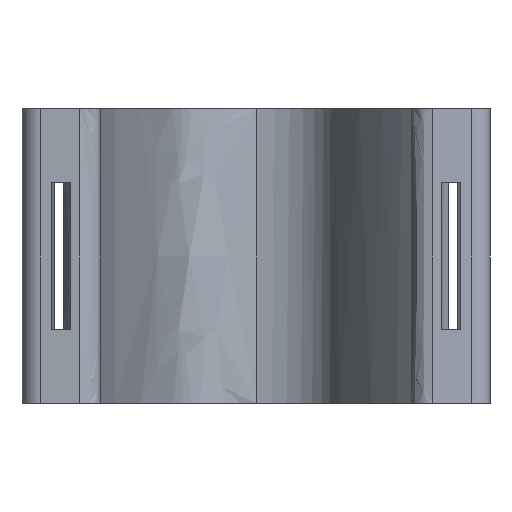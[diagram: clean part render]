
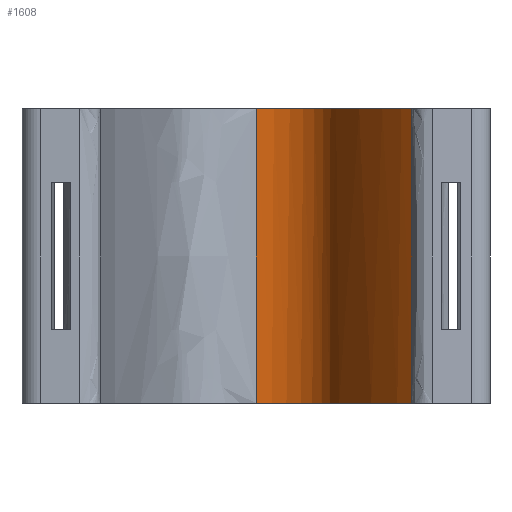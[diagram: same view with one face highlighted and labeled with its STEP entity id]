
A CAD part, left-side view. The second image highlights one B-rep face of the part: STEP entity #1608.
In plain terms, the highlighted free-form (B-spline) face has degree [3, 1] with [25, 2] control points.
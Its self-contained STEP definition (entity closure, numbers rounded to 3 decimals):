
#228=LINE('',#3878,#336);
#336=VECTOR('',#2120,10.);
#460=FACE_OUTER_BOUND('',#560,.T.);
#560=EDGE_LOOP('',(#1460,#1461,#1462,#1463));
#605=B_SPLINE_CURVE_WITH_KNOTS('',3,(#2739,#2740,#2741,#2742,#2743,#2744,
#2745,#2746,#2747,#2748,#2749,#2750,#2751,#2752,#2753,#2754,#2755,#2756,
#2757,#2758,#2759,#2760,#2761,#2762,#2763),.UNSPECIFIED.,.F.,.F.,(4,3,3,
3,3,3,3,3,4),(-1.001,-1.,-0.89,-0.773,
-0.654,-0.528,-0.371,-0.215,
-0.038),.UNSPECIFIED.);
#611=B_SPLINE_CURVE_WITH_KNOTS('',3,(#2872,#2873,#2874,#2875),
 .UNSPECIFIED.,.F.,.F.,(4,4),(-3.,0.),.UNSPECIFIED.);
#635=B_SPLINE_CURVE_WITH_KNOTS('',3,(#3879,#3880,#3881,#3882,#3883,#3884,
#3885,#3886,#3887,#3888,#3889,#3890,#3891,#3892,#3893,#3894,#3895,#3896,
#3897,#3898,#3899,#3900,#3901,#3902,#3903),.UNSPECIFIED.,.F.,.F.,(4,3,3,
3,3,3,3,3,4),(0.038,0.215,0.371,0.528,
0.654,0.773,0.89,1.,1.001),
 .UNSPECIFIED.);
#692=VERTEX_POINT('',#2712);
#693=VERTEX_POINT('',#2738);
#711=VERTEX_POINT('',#2871);
#784=VERTEX_POINT('',#3877);
#852=EDGE_CURVE('',#692,#693,#605,.T.);
#877=EDGE_CURVE('',#693,#711,#611,.T.);
#1020=EDGE_CURVE('',#784,#692,#228,.T.);
#1021=EDGE_CURVE('',#711,#784,#635,.T.);
#1460=ORIENTED_EDGE('',*,*,#877,.F.);
#1461=ORIENTED_EDGE('',*,*,#852,.F.);
#1462=ORIENTED_EDGE('',*,*,#1020,.F.);
#1463=ORIENTED_EDGE('',*,*,#1021,.F.);
#1517=B_SPLINE_SURFACE_WITH_KNOTS('',3,1,((#3827,#3828),(#3829,#3830),(#3831,
#3832),(#3833,#3834),(#3835,#3836),(#3837,#3838),(#3839,#3840),(#3841,#3842),
(#3843,#3844),(#3845,#3846),(#3847,#3848),(#3849,#3850),(#3851,#3852),(#3853,
#3854),(#3855,#3856),(#3857,#3858),(#3859,#3860),(#3861,#3862),(#3863,#3864),
(#3865,#3866),(#3867,#3868),(#3869,#3870),(#3871,#3872),(#3873,#3874),(#3875,
#3876)),.UNSPECIFIED.,.F.,.F.,.F.,(4,3,3,3,3,3,3,3,4),(2,2),(-1.001,
-1.,-0.89,-0.773,-0.654,-0.528,
-0.371,-0.215,0.),(0.,3.),.UNSPECIFIED.);
#1608=ADVANCED_FACE('',(#460),#1517,.T.);
#2120=DIRECTION('',(0.,0.,1.));
#2712=CARTESIAN_POINT('',(-3.999,0.,30.));
#2738=CARTESIAN_POINT('',(-42.447,-15.864,30.));
#2739=CARTESIAN_POINT('Ctrl Pts',(-3.999,0.,
30.));
#2740=CARTESIAN_POINT('Ctrl Pts',(-4.,-0.012,
30.));
#2741=CARTESIAN_POINT('Ctrl Pts',(-4.,-0.024,
30.));
#2742=CARTESIAN_POINT('Ctrl Pts',(-4.001,-0.036,
30.));
#2743=CARTESIAN_POINT('Ctrl Pts',(-4.071,-1.976,30.));
#2744=CARTESIAN_POINT('Ctrl Pts',(-4.601,-3.627,30.));
#2745=CARTESIAN_POINT('Ctrl Pts',(-5.338,-4.888,30.));
#2746=CARTESIAN_POINT('Ctrl Pts',(-6.124,-6.232,30.));
#2747=CARTESIAN_POINT('Ctrl Pts',(-7.162,-7.153,30.));
#2748=CARTESIAN_POINT('Ctrl Pts',(-8.286,-7.781,30.));
#2749=CARTESIAN_POINT('Ctrl Pts',(-9.439,-8.424,30.));
#2750=CARTESIAN_POINT('Ctrl Pts',(-10.623,-8.849,30.));
#2751=CARTESIAN_POINT('Ctrl Pts',(-12.02,-9.349,30.));
#2752=CARTESIAN_POINT('Ctrl Pts',(-13.486,-9.874,30.));
#2753=CARTESIAN_POINT('Ctrl Pts',(-15.243,-10.448,30.));
#2754=CARTESIAN_POINT('Ctrl Pts',(-17.291,-11.037,30.));
#2755=CARTESIAN_POINT('Ctrl Pts',(-19.857,-11.774,30.));
#2756=CARTESIAN_POINT('Ctrl Pts',(-22.809,-12.522,30.));
#2757=CARTESIAN_POINT('Ctrl Pts',(-25.615,-13.17,30.));
#2758=CARTESIAN_POINT('Ctrl Pts',(-28.389,-13.811,30.));
#2759=CARTESIAN_POINT('Ctrl Pts',(-31.017,-14.354,30.));
#2760=CARTESIAN_POINT('Ctrl Pts',(-33.589,-14.785,30.));
#2761=CARTESIAN_POINT('Ctrl Pts',(-36.522,-15.277,30.));
#2762=CARTESIAN_POINT('Ctrl Pts',(-39.446,-15.632,30.));
#2763=CARTESIAN_POINT('Ctrl Pts',(-42.447,-15.864,30.));
#2871=CARTESIAN_POINT('',(-42.447,-15.864,0.));
#2872=CARTESIAN_POINT('Ctrl Pts',(-42.447,-15.864,30.));
#2873=CARTESIAN_POINT('Ctrl Pts',(-42.447,-15.864,20.));
#2874=CARTESIAN_POINT('Ctrl Pts',(-42.447,-15.864,10.));
#2875=CARTESIAN_POINT('Ctrl Pts',(-42.447,-15.864,0.));
#3827=CARTESIAN_POINT('Ctrl Pts',(-3.999,0.,
0.));
#3828=CARTESIAN_POINT('Ctrl Pts',(-3.999,0.,
30.));
#3829=CARTESIAN_POINT('Ctrl Pts',(-4.,-0.012,
0.));
#3830=CARTESIAN_POINT('Ctrl Pts',(-4.,-0.012,
30.));
#3831=CARTESIAN_POINT('Ctrl Pts',(-4.,-0.024,
0.));
#3832=CARTESIAN_POINT('Ctrl Pts',(-4.,-0.024,
30.));
#3833=CARTESIAN_POINT('Ctrl Pts',(-4.001,-0.036,
0.));
#3834=CARTESIAN_POINT('Ctrl Pts',(-4.001,-0.036,
30.));
#3835=CARTESIAN_POINT('Ctrl Pts',(-4.071,-1.976,0.));
#3836=CARTESIAN_POINT('Ctrl Pts',(-4.071,-1.976,30.));
#3837=CARTESIAN_POINT('Ctrl Pts',(-4.601,-3.627,0.));
#3838=CARTESIAN_POINT('Ctrl Pts',(-4.601,-3.627,30.));
#3839=CARTESIAN_POINT('Ctrl Pts',(-5.338,-4.888,0.));
#3840=CARTESIAN_POINT('Ctrl Pts',(-5.338,-4.888,30.));
#3841=CARTESIAN_POINT('Ctrl Pts',(-6.124,-6.232,0.));
#3842=CARTESIAN_POINT('Ctrl Pts',(-6.124,-6.232,30.));
#3843=CARTESIAN_POINT('Ctrl Pts',(-7.162,-7.153,0.));
#3844=CARTESIAN_POINT('Ctrl Pts',(-7.162,-7.153,30.));
#3845=CARTESIAN_POINT('Ctrl Pts',(-8.286,-7.781,0.));
#3846=CARTESIAN_POINT('Ctrl Pts',(-8.286,-7.781,30.));
#3847=CARTESIAN_POINT('Ctrl Pts',(-9.439,-8.424,0.));
#3848=CARTESIAN_POINT('Ctrl Pts',(-9.439,-8.424,30.));
#3849=CARTESIAN_POINT('Ctrl Pts',(-10.623,-8.849,0.));
#3850=CARTESIAN_POINT('Ctrl Pts',(-10.623,-8.849,30.));
#3851=CARTESIAN_POINT('Ctrl Pts',(-12.02,-9.349,0.));
#3852=CARTESIAN_POINT('Ctrl Pts',(-12.02,-9.349,30.));
#3853=CARTESIAN_POINT('Ctrl Pts',(-13.486,-9.874,0.));
#3854=CARTESIAN_POINT('Ctrl Pts',(-13.486,-9.874,30.));
#3855=CARTESIAN_POINT('Ctrl Pts',(-15.243,-10.448,0.));
#3856=CARTESIAN_POINT('Ctrl Pts',(-15.243,-10.448,30.));
#3857=CARTESIAN_POINT('Ctrl Pts',(-17.291,-11.037,0.));
#3858=CARTESIAN_POINT('Ctrl Pts',(-17.291,-11.037,30.));
#3859=CARTESIAN_POINT('Ctrl Pts',(-19.857,-11.774,0.));
#3860=CARTESIAN_POINT('Ctrl Pts',(-19.857,-11.774,30.));
#3861=CARTESIAN_POINT('Ctrl Pts',(-22.809,-12.522,0.));
#3862=CARTESIAN_POINT('Ctrl Pts',(-22.809,-12.522,30.));
#3863=CARTESIAN_POINT('Ctrl Pts',(-25.615,-13.17,0.));
#3864=CARTESIAN_POINT('Ctrl Pts',(-25.615,-13.17,30.));
#3865=CARTESIAN_POINT('Ctrl Pts',(-28.389,-13.811,0.));
#3866=CARTESIAN_POINT('Ctrl Pts',(-28.389,-13.811,30.));
#3867=CARTESIAN_POINT('Ctrl Pts',(-31.017,-14.354,0.));
#3868=CARTESIAN_POINT('Ctrl Pts',(-31.017,-14.354,30.));
#3869=CARTESIAN_POINT('Ctrl Pts',(-33.589,-14.785,0.));
#3870=CARTESIAN_POINT('Ctrl Pts',(-33.589,-14.785,30.));
#3871=CARTESIAN_POINT('Ctrl Pts',(-37.156,-15.384,0.));
#3872=CARTESIAN_POINT('Ctrl Pts',(-37.156,-15.384,30.));
#3873=CARTESIAN_POINT('Ctrl Pts',(-40.712,-15.779,0.));
#3874=CARTESIAN_POINT('Ctrl Pts',(-40.712,-15.779,30.));
#3875=CARTESIAN_POINT('Ctrl Pts',(-44.406,-15.998,0.));
#3876=CARTESIAN_POINT('Ctrl Pts',(-44.406,-15.998,30.));
#3877=CARTESIAN_POINT('',(-3.999,0.,0.));
#3878=CARTESIAN_POINT('',(-3.999,0.,0.));
#3879=CARTESIAN_POINT('Ctrl Pts',(-42.447,-15.864,0.));
#3880=CARTESIAN_POINT('Ctrl Pts',(-39.446,-15.632,0.));
#3881=CARTESIAN_POINT('Ctrl Pts',(-36.522,-15.277,0.));
#3882=CARTESIAN_POINT('Ctrl Pts',(-33.589,-14.785,0.));
#3883=CARTESIAN_POINT('Ctrl Pts',(-31.017,-14.354,0.));
#3884=CARTESIAN_POINT('Ctrl Pts',(-28.389,-13.811,0.));
#3885=CARTESIAN_POINT('Ctrl Pts',(-25.615,-13.17,0.));
#3886=CARTESIAN_POINT('Ctrl Pts',(-22.809,-12.522,0.));
#3887=CARTESIAN_POINT('Ctrl Pts',(-19.857,-11.774,0.));
#3888=CARTESIAN_POINT('Ctrl Pts',(-17.291,-11.037,0.));
#3889=CARTESIAN_POINT('Ctrl Pts',(-15.243,-10.448,0.));
#3890=CARTESIAN_POINT('Ctrl Pts',(-13.486,-9.874,0.));
#3891=CARTESIAN_POINT('Ctrl Pts',(-12.02,-9.349,0.));
#3892=CARTESIAN_POINT('Ctrl Pts',(-10.623,-8.849,0.));
#3893=CARTESIAN_POINT('Ctrl Pts',(-9.439,-8.424,0.));
#3894=CARTESIAN_POINT('Ctrl Pts',(-8.286,-7.781,0.));
#3895=CARTESIAN_POINT('Ctrl Pts',(-7.162,-7.153,0.));
#3896=CARTESIAN_POINT('Ctrl Pts',(-6.124,-6.232,0.));
#3897=CARTESIAN_POINT('Ctrl Pts',(-5.338,-4.888,0.));
#3898=CARTESIAN_POINT('Ctrl Pts',(-4.601,-3.627,0.));
#3899=CARTESIAN_POINT('Ctrl Pts',(-4.071,-1.976,0.));
#3900=CARTESIAN_POINT('Ctrl Pts',(-4.001,-0.036,
0.));
#3901=CARTESIAN_POINT('Ctrl Pts',(-4.,-0.024,
0.));
#3902=CARTESIAN_POINT('Ctrl Pts',(-4.,-0.012,
0.));
#3903=CARTESIAN_POINT('Ctrl Pts',(-3.999,0.,
0.));
